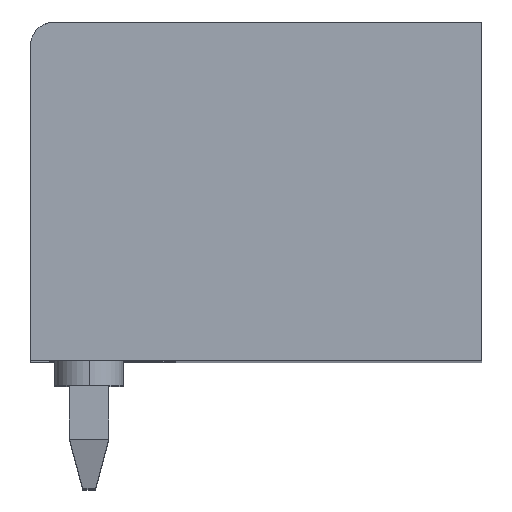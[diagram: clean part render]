
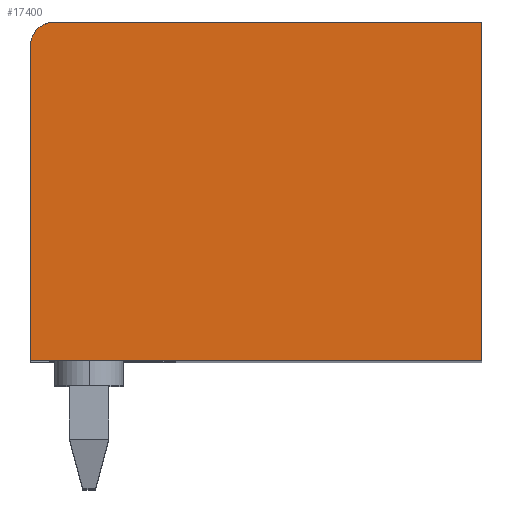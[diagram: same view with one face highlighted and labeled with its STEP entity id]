
A CAD part, top view. The second image highlights one B-rep face of the part: STEP entity #17400.
In plain terms, the highlighted planar face has unit normal (0, 0, 1).
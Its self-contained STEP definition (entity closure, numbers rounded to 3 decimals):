
#10740=CARTESIAN_POINT('',(-62.201,2.421,0.43
));
#10750=DIRECTION('',(0.,-1.,0.));
#10760=VECTOR('',#10750,1.);
#10770=LINE('',#10740,#10760);
#10780=CARTESIAN_POINT('',(-62.201,4.083,0.43
));
#10790=VERTEX_POINT('',#10780);
#10800=CARTESIAN_POINT('',(-62.201,-2.817,
0.43));
#10810=VERTEX_POINT('',#10800);
#10820=EDGE_CURVE('',#10790,#10810,#10770,.T.);
#16590=CARTESIAN_POINT('',(-66.93,4.083,
0.43));
#16600=DIRECTION('',(-1.,0.,0.));
#16610=VECTOR('',#16600,1.);
#16620=LINE('',#16590,#16610);
#16630=CARTESIAN_POINT('',(-70.901,4.083,
0.43));
#16640=VERTEX_POINT('',#16630);
#16650=EDGE_CURVE('',#10790,#16640,#16620,.T.);
#17080=CARTESIAN_POINT('',(-65.31,0.183,
0.43));
#17090=DIRECTION('',(0.,0.,1.));
#17100=DIRECTION('',(-1.,0.,0.));
#17110=AXIS2_PLACEMENT_3D('',#17080,#17090,#17100);
#17120=PLANE('',#17110);
#17130=CARTESIAN_POINT('',(-66.93,-2.817,
0.43));
#17140=DIRECTION('',(-1.,0.,0.));
#17150=VECTOR('',#17140,1.);
#17160=LINE('',#17130,#17150);
#17170=CARTESIAN_POINT('',(-71.401,-2.817,
0.43));
#17180=VERTEX_POINT('',#17170);
#17190=EDGE_CURVE('',#10810,#17180,#17160,.T.);
#17200=ORIENTED_EDGE('',*,*,#17190,.F.);
#17210=CARTESIAN_POINT('',(-71.401,2.421,
0.43));
#17220=DIRECTION('',(0.,1.,0.));
#17230=VECTOR('',#17220,1.);
#17240=LINE('',#17210,#17230);
#17250=CARTESIAN_POINT('',(-71.401,3.583,
0.43));
#17260=VERTEX_POINT('',#17250);
#17270=EDGE_CURVE('',#17180,#17260,#17240,.T.);
#17280=ORIENTED_EDGE('',*,*,#17270,.F.);
#17290=CARTESIAN_POINT('',(-70.901,3.583,
0.43));
#17300=DIRECTION('',(0.,0.,-1.));
#17310=DIRECTION('',(0.,-1.,0.));
#17320=AXIS2_PLACEMENT_3D('',#17290,#17300,#17310);
#17330=CIRCLE('',#17320,0.5);
#17340=EDGE_CURVE('',#17260,#16640,#17330,.T.);
#17350=ORIENTED_EDGE('',*,*,#17340,.F.);
#17360=ORIENTED_EDGE('',*,*,#16650,.T.);
#17370=ORIENTED_EDGE('',*,*,#10820,.F.);
#17380=EDGE_LOOP('',(#17370,#17360,#17350,#17280,#17200));
#17390=FACE_OUTER_BOUND('',#17380,.T.);
#17400=ADVANCED_FACE('',(#17390),#17120,.T.);
